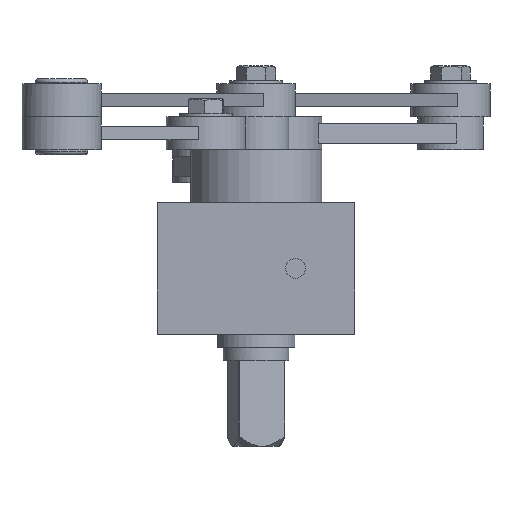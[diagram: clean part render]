
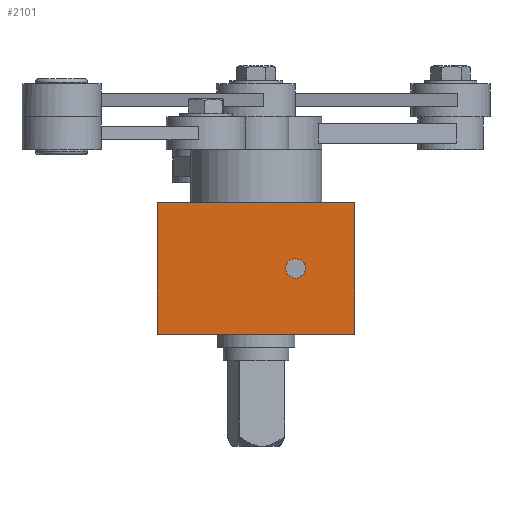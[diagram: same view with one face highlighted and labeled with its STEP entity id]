
A CAD part, front view. The second image highlights one B-rep face of the part: STEP entity #2101.
In plain terms, the highlighted planar face has unit normal (0, -1, 0).
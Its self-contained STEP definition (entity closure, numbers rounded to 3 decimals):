
#109=FACE_BOUND('',#549,.T.);
#221=CIRCLE('',#2389,1.5);
#393=FACE_OUTER_BOUND('',#548,.T.);
#548=EDGE_LOOP('',(#1526,#1527,#1528,#1529));
#549=EDGE_LOOP('',(#1530));
#782=LINE('',#3475,#906);
#786=LINE('',#3484,#910);
#788=LINE('',#3492,#912);
#789=LINE('',#3493,#913);
#906=VECTOR('',#2729,10.);
#910=VECTOR('',#2735,10.);
#912=VECTOR('',#2745,10.);
#913=VECTOR('',#2746,10.);
#1024=VERTEX_POINT('',#3466);
#1027=VERTEX_POINT('',#3472);
#1028=VERTEX_POINT('',#3474);
#1031=VERTEX_POINT('',#3481);
#1032=VERTEX_POINT('',#3483);
#1227=EDGE_CURVE('',#1024,#1024,#221,.T.);
#1230=EDGE_CURVE('',#1028,#1027,#782,.T.);
#1234=EDGE_CURVE('',#1032,#1031,#786,.T.);
#1238=EDGE_CURVE('',#1031,#1028,#788,.T.);
#1239=EDGE_CURVE('',#1032,#1027,#789,.T.);
#1526=ORIENTED_EDGE('',*,*,#1238,.T.);
#1527=ORIENTED_EDGE('',*,*,#1230,.T.);
#1528=ORIENTED_EDGE('',*,*,#1239,.F.);
#1529=ORIENTED_EDGE('',*,*,#1234,.T.);
#1530=ORIENTED_EDGE('',*,*,#1227,.T.);
#1996=PLANE('',#2395);
#2101=ADVANCED_FACE('',(#393,#109),#1996,.T.);
#2389=AXIS2_PLACEMENT_3D('',#3467,#2723,#2724);
#2395=AXIS2_PLACEMENT_3D('',#3491,#2743,#2744);
#2723=DIRECTION('center_axis',(0.,1.,0.));
#2724=DIRECTION('ref_axis',(-1.,0.,0.));
#2729=DIRECTION('',(0.,0.,-1.));
#2735=DIRECTION('',(0.,0.,1.));
#2743=DIRECTION('center_axis',(0.,-1.,0.));
#2744=DIRECTION('ref_axis',(0.,0.,-1.));
#2745=DIRECTION('',(-1.,0.,0.));
#2746=DIRECTION('',(-1.,0.,0.));
#3466=CARTESIAN_POINT('',(7.5,-10.,10.));
#3467=CARTESIAN_POINT('Origin',(6.,-10.,10.));
#3472=CARTESIAN_POINT('',(-15.,-10.,0.));
#3474=CARTESIAN_POINT('',(-15.,-10.,20.));
#3475=CARTESIAN_POINT('',(-15.,-10.,20.));
#3481=CARTESIAN_POINT('',(15.,-10.,20.));
#3483=CARTESIAN_POINT('',(15.,-10.,0.));
#3484=CARTESIAN_POINT('',(15.,-10.,0.));
#3491=CARTESIAN_POINT('Origin',(10.,-10.,0.));
#3492=CARTESIAN_POINT('',(-10.,-10.,20.));
#3493=CARTESIAN_POINT('',(10.,-10.,0.));
